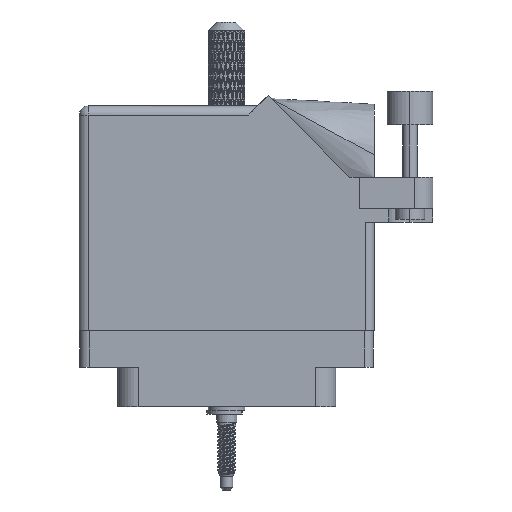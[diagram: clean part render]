
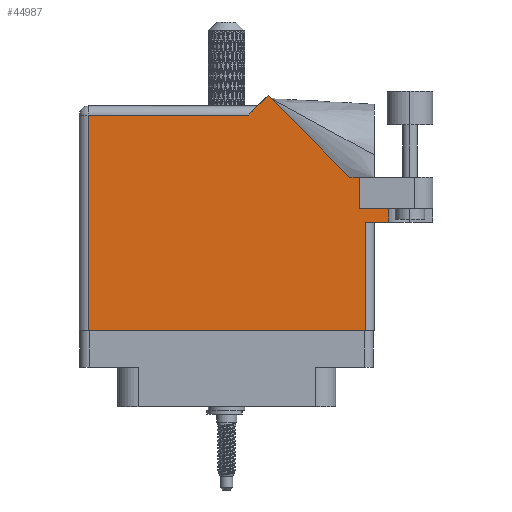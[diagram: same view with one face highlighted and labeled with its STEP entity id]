
A CAD part, front view. The second image highlights one B-rep face of the part: STEP entity #44987.
In plain terms, the highlighted face is planar.
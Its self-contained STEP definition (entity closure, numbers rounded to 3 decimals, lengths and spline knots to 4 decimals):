
#219 = LINE ( 'NONE', #30384, #64487 ) ;
#234 = ORIENTED_EDGE ( 'NONE', *, *, #42616, .T. ) ;
#2813 = CARTESIAN_POINT ( 'NONE',  ( -1.005, 1.368, 0.455 ) ) ;
#3779 = VERTEX_POINT ( 'NONE', #21051 ) ;
#4217 = ORIENTED_EDGE ( 'NONE', *, *, #35872, .T. ) ;
#5873 = CARTESIAN_POINT ( 'NONE',  ( 0.2827, 1.5007, 0.455 ) ) ;
#6633 = CARTESIAN_POINT ( 'NONE',  ( 0.905, 0.731, 0.455 ) ) ;
#6798 = CARTESIAN_POINT ( 'NONE',  ( 0.943, -0.1, 0.455 ) ) ;
#9294 = CARTESIAN_POINT ( 'NONE',  ( 1.1065, 1.0618, 0.455 ) ) ;
#10700 = CARTESIAN_POINT ( 'NONE',  ( 0.943, 0.637, 0.455 ) ) ;
#10789 = CARTESIAN_POINT ( 'NONE',  ( -1.005, -0.1, 0.455 ) ) ;
#10970 = DIRECTION ( 'NONE',  ( 0., -1., 0. ) ) ;
#11850 = ORIENTED_EDGE ( 'NONE', *, *, #38943, .T. ) ;
#11887 = CARTESIAN_POINT ( 'NONE',  ( 1.1065, 0.637, 0.455 ) ) ;
#12778 = CARTESIAN_POINT ( 'NONE',  ( 0.905, 0.731, 0.455 ) ) ;
#13752 = EDGE_CURVE ( 'NONE', #39855, #36593, #65056, .T. ) ;
#14898 = EDGE_CURVE ( 'NONE', #27202, #92973, #38828, .T. ) ;
#19251 = EDGE_CURVE ( 'NONE', #47205, #27202, #35727, .T. ) ;
#21051 = CARTESIAN_POINT ( 'NONE',  ( 0.905, 0.731, 0.455 ) ) ;
#21457 = ORIENTED_EDGE ( 'NONE', *, *, #74618, .T. ) ;
#22740 = LINE ( 'NONE', #89681, #31341 ) ;
#23461 = DIRECTION ( 'NONE',  ( 0., 1., 0. ) ) ;
#23668 = EDGE_CURVE ( 'NONE', #44976, #63938, #99026, .T. ) ;
#25106 = LINE ( 'NONE', #10789, #48647 ) ;
#25263 = DIRECTION ( 'NONE',  ( -1., 0., 0. ) ) ;
#26675 = EDGE_LOOP ( 'NONE', ( #76638, #21457, #4217, #73399, #79296, #47065, #101741, #52885, #11850, #52266, #234 ) ) ;
#26763 = VERTEX_POINT ( 'NONE', #6798 ) ;
#27202 = VERTEX_POINT ( 'NONE', #71534 ) ;
#28624 = DIRECTION ( 'NONE',  ( -1., 0., 0. ) ) ;
#29337 = CARTESIAN_POINT ( 'NONE',  ( 0.212, 1.43, 0.455 ) ) ;
#30384 = CARTESIAN_POINT ( 'NONE',  ( 1.005, 0.637, 0.455 ) ) ;
#30827 = VECTOR ( 'NONE', #61337, 39.3701 ) ;
#31341 = VECTOR ( 'NONE', #10970, 39.3701 ) ;
#32154 = CARTESIAN_POINT ( 'NONE',  ( -0.943, 1.368, 0.455 ) ) ;
#33168 = VERTEX_POINT ( 'NONE', #10700 ) ;
#33297 = CARTESIAN_POINT ( 'NONE',  ( 0.8394, 0.944, 0.455 ) ) ;
#33631 = DIRECTION ( 'NONE',  ( -0.707, 0.707, 0. ) ) ;
#34305 = CARTESIAN_POINT ( 'NONE',  ( 1.1065, 0.731, 0.455 ) ) ;
#34527 = EDGE_CURVE ( 'NONE', #89129, #26763, #25106, .T. ) ;
#34658 = CARTESIAN_POINT ( 'NONE',  ( -0.943, -0.1, 0.455 ) ) ;
#35727 = LINE ( 'NONE', #46449, #30827 ) ;
#35854 = CARTESIAN_POINT ( 'NONE',  ( 0.15, 1.368, 0.455 ) ) ;
#35872 = EDGE_CURVE ( 'NONE', #33168, #36593, #219, .T. ) ;
#35948 = VECTOR ( 'NONE', #25263, 39.3701 ) ;
#36593 = VERTEX_POINT ( 'NONE', #11887 ) ;
#36636 = AXIS2_PLACEMENT_3D ( 'NONE', #76024, #36890, #28624 ) ;
#36890 = DIRECTION ( 'NONE',  ( 0., 0., -1. ) ) ;
#37710 = VECTOR ( 'NONE', #73155, 39.3701 ) ;
#37760 = VECTOR ( 'NONE', #55445, 39.3701 ) ;
#38828 = LINE ( 'NONE', #33297, #61218 ) ;
#38943 = EDGE_CURVE ( 'NONE', #92973, #44976, #49233, .T. ) ;
#39855 = VERTEX_POINT ( 'NONE', #34305 ) ;
#41216 = VECTOR ( 'NONE', #52815, 39.3701 ) ;
#42616 = EDGE_CURVE ( 'NONE', #63938, #89129, #22740, .T. ) ;
#43727 = LINE ( 'NONE', #12778, #41216 ) ;
#44976 = VERTEX_POINT ( 'NONE', #35854 ) ;
#44987 = ADVANCED_FACE ( 'NONE', ( #60154 ), #68046, .F. ) ;
#45959 = DIRECTION ( 'NONE',  ( -0.707, -0.707, 0. ) ) ;
#46449 = CARTESIAN_POINT ( 'NONE',  ( 1.405, 0.944, 0.455 ) ) ;
#47065 = ORIENTED_EDGE ( 'NONE', *, *, #52311, .T. ) ;
#47205 = VERTEX_POINT ( 'NONE', #93525 ) ;
#48647 = VECTOR ( 'NONE', #49848, 39.3701 ) ;
#49233 = LINE ( 'NONE', #29337, #89986 ) ;
#49848 = DIRECTION ( 'NONE',  ( 1., 0., 0. ) ) ;
#52266 = ORIENTED_EDGE ( 'NONE', *, *, #23668, .T. ) ;
#52311 = EDGE_CURVE ( 'NONE', #3779, #47205, #97410, .T. ) ;
#52815 = DIRECTION ( 'NONE',  ( 1., 0., 0. ) ) ;
#52885 = ORIENTED_EDGE ( 'NONE', *, *, #14898, .T. ) ;
#55445 = DIRECTION ( 'NONE',  ( 0., 1., 0. ) ) ;
#60154 = FACE_OUTER_BOUND ( 'NONE', #26675, .T. ) ;
#61218 = VECTOR ( 'NONE', #33631, 39.3701 ) ;
#61337 = DIRECTION ( 'NONE',  ( -1., 0., 0. ) ) ;
#61801 = EDGE_CURVE ( 'NONE', #3779, #39855, #43727, .T. ) ;
#63938 = VERTEX_POINT ( 'NONE', #32154 ) ;
#64487 = VECTOR ( 'NONE', #101166, 39.3701 ) ;
#65006 = LINE ( 'NONE', #94741, #37760 ) ;
#65056 = LINE ( 'NONE', #9294, #37710 ) ;
#68046 = PLANE ( 'NONE',  #36636 ) ;
#71534 = CARTESIAN_POINT ( 'NONE',  ( 0.8394, 0.944, 0.455 ) ) ;
#72710 = VECTOR ( 'NONE', #23461, 39.3701 ) ;
#73155 = DIRECTION ( 'NONE',  ( 0., -1., 0. ) ) ;
#73399 = ORIENTED_EDGE ( 'NONE', *, *, #13752, .F. ) ;
#74618 = EDGE_CURVE ( 'NONE', #26763, #33168, #65006, .T. ) ;
#76024 = CARTESIAN_POINT ( 'NONE',  ( -1.005, 1.43, 0.455 ) ) ;
#76638 = ORIENTED_EDGE ( 'NONE', *, *, #34527, .T. ) ;
#79296 = ORIENTED_EDGE ( 'NONE', *, *, #61801, .F. ) ;
#89129 = VERTEX_POINT ( 'NONE', #34658 ) ;
#89681 = CARTESIAN_POINT ( 'NONE',  ( -0.943, -0.1, 0.455 ) ) ;
#89986 = VECTOR ( 'NONE', #45959, 39.3701 ) ;
#92973 = VERTEX_POINT ( 'NONE', #5873 ) ;
#93525 = CARTESIAN_POINT ( 'NONE',  ( 0.905, 0.944, 0.455 ) ) ;
#94741 = CARTESIAN_POINT ( 'NONE',  ( 0.943, 0.637, 0.455 ) ) ;
#97410 = LINE ( 'NONE', #6633, #72710 ) ;
#99026 = LINE ( 'NONE', #2813, #35948 ) ;
#101166 = DIRECTION ( 'NONE',  ( 1., 0., 0. ) ) ;
#101741 = ORIENTED_EDGE ( 'NONE', *, *, #19251, .T. ) ;
